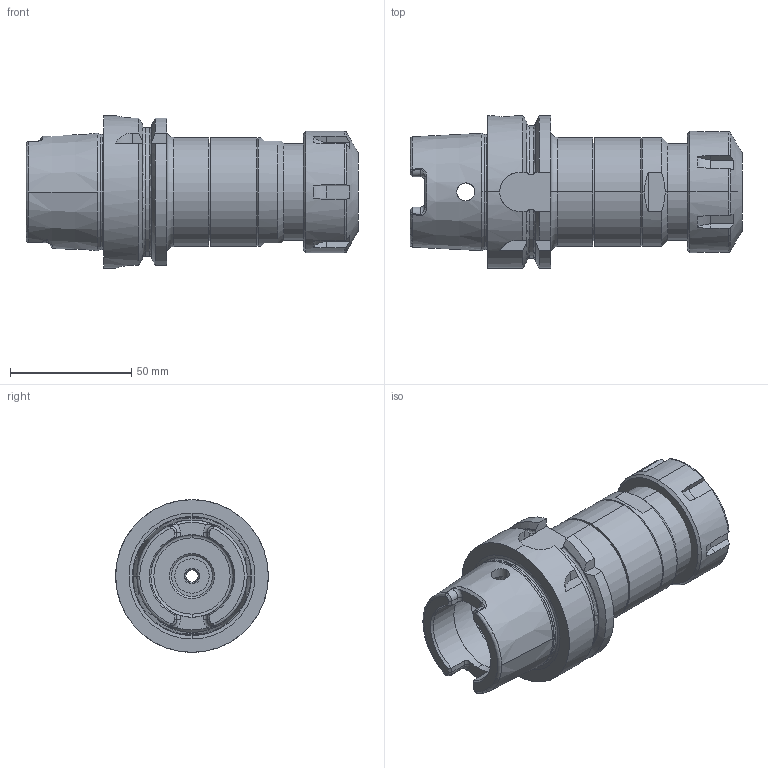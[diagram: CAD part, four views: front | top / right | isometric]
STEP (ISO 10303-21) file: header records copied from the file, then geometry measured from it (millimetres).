
FILE_DESCRIPTION (( 'STEP AP214' ), '1' );
FILE_NAME ('93.05.053.004.STEP', '2017-03-08T12:24:11', ( '' ), ( '' ), 'SwSTEP 2.0', 'SolidWorks 2014', '' );
FILE_SCHEMA (( 'AUTOMOTIVE_DESIGN' ));
Length unit declared in the file: millimetre
Products named in the file (1): 93.05.053.004
Bounding box: 137 x 63 x 63 mm (x, y, z)
Volume: 172896.9 mm3; surface area: 50104.3 mm2
Topology: 3 solids, 3 shells, 301 faces, 718 edges, 436 vertices
Faces by surface type: cylinder 84, plane 83, cone 60, torus 40, bspline 34
Entity records: 13956 total; most frequent: CARTESIAN_POINT 3874, ORIENTED_EDGE 1432, DIRECTION 1358, EDGE_CURVE 716, AXIS2_PLACEMENT_3D 555, VERTEX_POINT 436, EDGE_LOOP 326, UNCERTAINTY_MEASURE_WITH_UNIT 306
